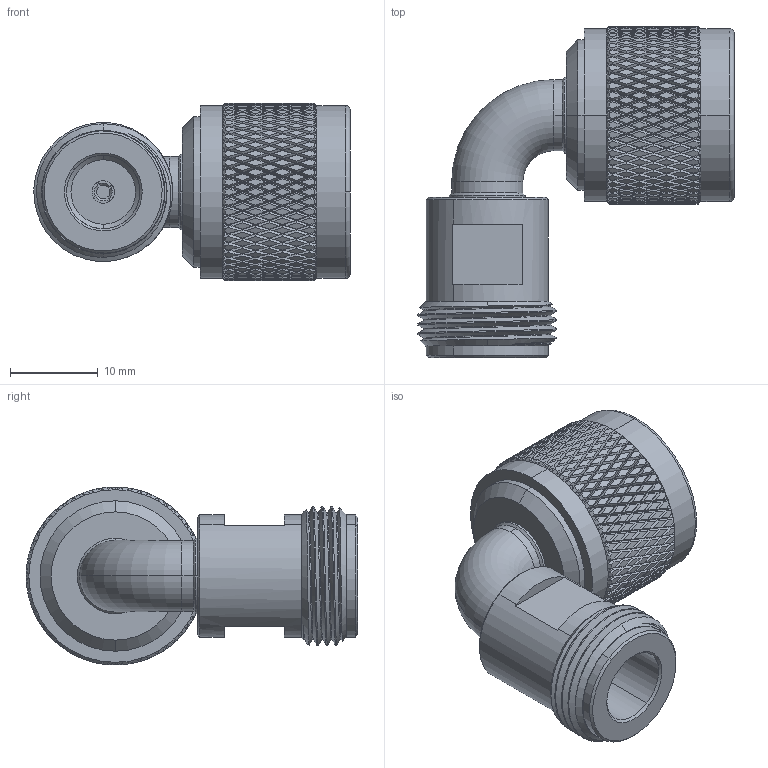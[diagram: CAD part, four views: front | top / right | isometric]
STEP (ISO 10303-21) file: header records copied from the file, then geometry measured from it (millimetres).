
FILE_DESCRIPTION (( 'STEP AP203' ), '1' );
FILE_NAME ('SM4528.step', '2018-10-16T15:42:49', ( '' ), ( '' ), 'SwSTEP 2.0', 'SolidWorks 2017', '' );
FILE_SCHEMA (( 'CONFIG_CONTROL_DESIGN' ));
Length unit declared in the file: inch
Products named in the file (1): SM4528
Bounding box: 36.12 x 37.85 x 20.32 mm (x, y, z)
Volume: 7288.3 mm3; surface area: 5069.9 mm2
Topology: 1 solids, 1 shells, 2394 faces, 5150 edges, 2769 vertices
Faces by surface type: bspline 1798, cylinder 505, plane 47, cone 38, torus 6
Entity records: 93720 total; most frequent: CARTESIAN_POINT 61997, ORIENTED_EDGE 10300, EDGE_CURVE 5150, VERTEX_POINT 2769, EDGE_LOOP 2405, ADVANCED_FACE 2394, FACE_OUTER_BOUND 2394, B_SPLINE_CURVE_WITH_KNOTS 2053
